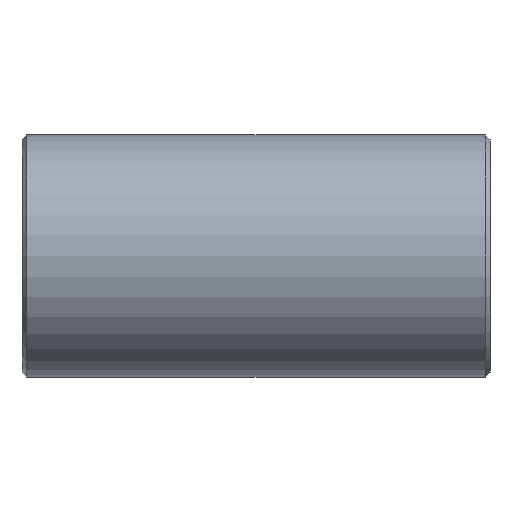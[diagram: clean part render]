
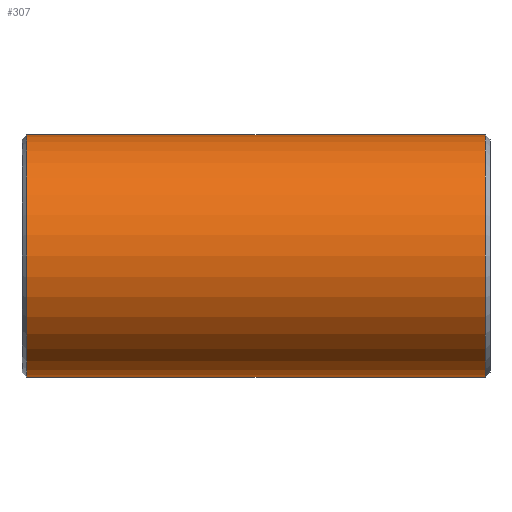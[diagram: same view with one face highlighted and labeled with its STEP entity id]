
A CAD part, front view. The second image highlights one B-rep face of the part: STEP entity #307.
In plain terms, the highlighted cylindrical face has radius 44.45 mm (diameter 88.9 mm), a partial arc.
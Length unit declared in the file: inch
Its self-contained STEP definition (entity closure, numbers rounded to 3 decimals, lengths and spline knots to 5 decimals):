
#1 = DIRECTION ( 'NONE',  ( -1., 0., 0. ) ) ;
#16 = DIRECTION ( 'NONE',  ( 1., 0., 0. ) ) ;
#51 = DIRECTION ( 'NONE',  ( -1., 0., 0. ) ) ;
#56 = CARTESIAN_POINT ( 'NONE',  ( 3.308, 0., 0. ) ) ;
#60 = VECTOR ( 'NONE', #1, 39.37008 ) ;
#73 = EDGE_CURVE ( 'NONE', #320, #652, #581, .T. ) ;
#76 = AXIS2_PLACEMENT_3D ( 'NONE', #56, #51, #129 ) ;
#88 = CARTESIAN_POINT ( 'NONE',  ( 3.308, 0., 1.75 ) ) ;
#95 = DIRECTION ( 'NONE',  ( 0., 0., 1. ) ) ;
#111 = VECTOR ( 'NONE', #334, 39.37008 ) ;
#129 = DIRECTION ( 'NONE',  ( 0., 0., -1. ) ) ;
#144 = CIRCLE ( 'NONE', #76, 1.75 ) ;
#152 = VERTEX_POINT ( 'NONE', #574 ) ;
#165 = EDGE_CURVE ( 'NONE', #264, #320, #564, .T. ) ;
#194 = DIRECTION ( 'NONE',  ( 0., 0., 1. ) ) ;
#250 = EDGE_CURVE ( 'NONE', #152, #652, #461, .T. ) ;
#263 = CYLINDRICAL_SURFACE ( 'NONE', #607, 1.75 ) ;
#264 = VERTEX_POINT ( 'NONE', #88 ) ;
#307 = ADVANCED_FACE ( 'NONE', ( #654 ), #263, .T. ) ;
#320 = VERTEX_POINT ( 'NONE', #714 ) ;
#322 = CARTESIAN_POINT ( 'NONE',  ( -3.308, 0., 0. ) ) ;
#329 = CARTESIAN_POINT ( 'NONE',  ( 3.38, 0., -1.75 ) ) ;
#334 = DIRECTION ( 'NONE',  ( -1., 0., 0. ) ) ;
#369 = ORIENTED_EDGE ( 'NONE', *, *, #73, .T. ) ;
#396 = EDGE_LOOP ( 'NONE', ( #704, #813, #658, #369 ) ) ;
#461 = LINE ( 'NONE', #329, #111 ) ;
#497 = EDGE_CURVE ( 'NONE', #152, #264, #144, .T. ) ;
#564 = LINE ( 'NONE', #692, #60 ) ;
#574 = CARTESIAN_POINT ( 'NONE',  ( 3.308, 0., -1.75 ) ) ;
#581 = CIRCLE ( 'NONE', #698, 1.75 ) ;
#607 = AXIS2_PLACEMENT_3D ( 'NONE', #662, #778, #95 ) ;
#652 = VERTEX_POINT ( 'NONE', #812 ) ;
#654 = FACE_OUTER_BOUND ( 'NONE', #396, .T. ) ;
#658 = ORIENTED_EDGE ( 'NONE', *, *, #165, .T. ) ;
#662 = CARTESIAN_POINT ( 'NONE',  ( 3.38, 0., 0. ) ) ;
#692 = CARTESIAN_POINT ( 'NONE',  ( 3.38, 0., 1.75 ) ) ;
#698 = AXIS2_PLACEMENT_3D ( 'NONE', #322, #16, #194 ) ;
#704 = ORIENTED_EDGE ( 'NONE', *, *, #250, .F. ) ;
#714 = CARTESIAN_POINT ( 'NONE',  ( -3.308, 0., 1.75 ) ) ;
#778 = DIRECTION ( 'NONE',  ( -1., 0., 0. ) ) ;
#812 = CARTESIAN_POINT ( 'NONE',  ( -3.308, 0., -1.75 ) ) ;
#813 = ORIENTED_EDGE ( 'NONE', *, *, #497, .T. ) ;
